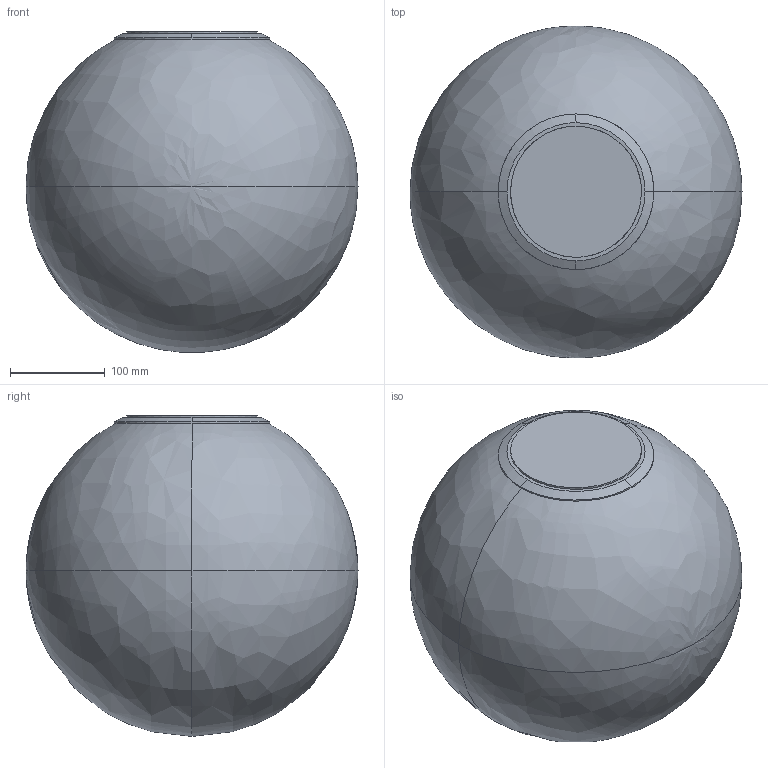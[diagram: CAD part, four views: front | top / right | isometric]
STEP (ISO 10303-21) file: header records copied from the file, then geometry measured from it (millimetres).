
FILE_DESCRIPTION(/* description */ (''),/* implementation_level */ '2;1');
FILE_NAME(/* name */ 'Dioscuri_PareteSoffitto_35_3D',/* time_stamp */ '2011-11-15T14:27:03+01:00',/* author */ (''),/* organization */ (''),/* preprocessor_version */ 'ST-DEVELOPER v10',/* originating_system */ '',/* authorisation */ '');
FILE_SCHEMA (('CONFIG_CONTROL_DESIGN'));
Length unit declared in the file: millimetre
Products named in the file (1): 1
Bounding box: 350 x 350 x 338.13 mm (x, y, z)
Volume: 2576899.2 mm3; surface area: 815360.4 mm2
Topology: 3 solids, 3 shells, 60 faces, 146 edges, 86 vertices
Faces by surface type: bspline 52, plane 8
Entity records: 2582 total; most frequent: CARTESIAN_POINT 1752, ORIENTED_EDGE 268, EDGE_CURVE 134, VERTEX_POINT 86, EDGE_LOOP 66, ADVANCED_FACE 60, FACE_OUTER_BOUND 60, B_SPLINE_CURVE_WITH_KNOTS 30
